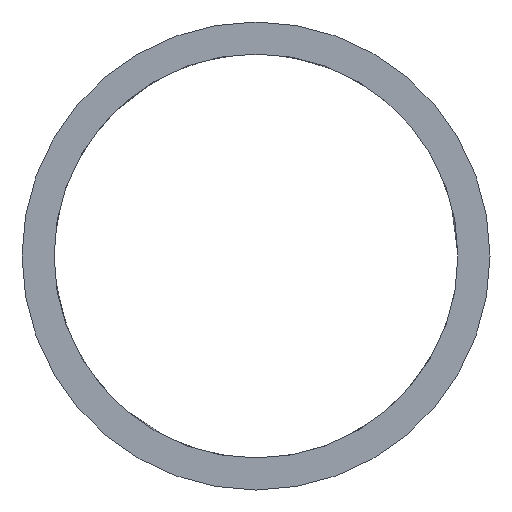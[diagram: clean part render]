
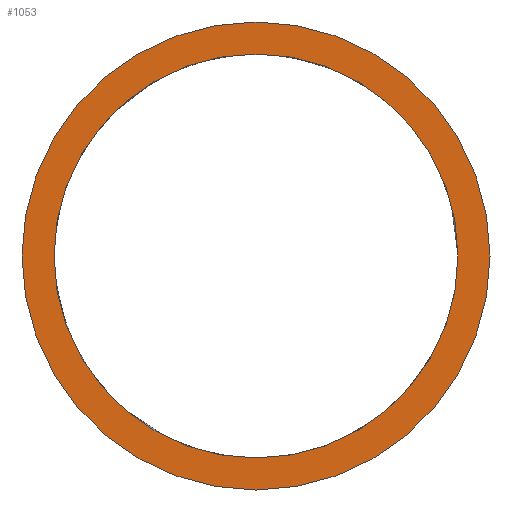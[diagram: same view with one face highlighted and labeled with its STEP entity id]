
A CAD part, front view. The second image highlights one B-rep face of the part: STEP entity #1053.
In plain terms, the highlighted planar face has unit normal (0, -1, 0).
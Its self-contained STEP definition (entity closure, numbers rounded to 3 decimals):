
#97=CARTESIAN_POINT('',(0.,-1.,0.));
#98=DIRECTION('',(0.,-1.,0.));
#99=DIRECTION('',(-1.,0.,0.));
#100=AXIS2_PLACEMENT_3D('',#97,#98,#99);
#102=CARTESIAN_POINT('',(0.,-1.,0.));
#103=DIRECTION('',(0.,-1.,0.));
#104=DIRECTION('',(1.,0.,0.));
#105=AXIS2_PLACEMENT_3D('',#102,#103,#104);
#107=CARTESIAN_POINT('',(0.,-1.,0.));
#108=DIRECTION('',(0.,1.,0.));
#109=DIRECTION('',(-1.,0.,0.));
#110=AXIS2_PLACEMENT_3D('',#107,#108,#109);
#112=CARTESIAN_POINT('',(0.,-1.,0.));
#113=DIRECTION('',(0.,1.,0.));
#114=DIRECTION('',(1.,0.,0.));
#115=AXIS2_PLACEMENT_3D('',#112,#113,#114);
#952=CARTESIAN_POINT('',(-21.,-1.,0.));
#953=CARTESIAN_POINT('',(21.,-1.,0.));
#954=VERTEX_POINT('',#952);
#955=VERTEX_POINT('',#953);
#956=CARTESIAN_POINT('',(-18.125,-1.,0.));
#957=CARTESIAN_POINT('',(18.125,-1.,0.));
#958=VERTEX_POINT('',#956);
#959=VERTEX_POINT('',#957);
#1038=CARTESIAN_POINT('',(0.,-1.,0.));
#1039=DIRECTION('',(0.,-1.,0.));
#1040=DIRECTION('',(-1.,0.,0.));
#1041=AXIS2_PLACEMENT_3D('',#1038,#1039,#1040);
#1042=PLANE('',#1041);
#1043=ORIENTED_EDGE('',*,*,#1017,.F.);
#1044=ORIENTED_EDGE('',*,*,#1031,.F.);
#1045=EDGE_LOOP('',(#1043,#1044));
#1046=FACE_OUTER_BOUND('',#1045,.F.);
#1048=ORIENTED_EDGE('',*,*,#1047,.F.);
#1050=ORIENTED_EDGE('',*,*,#1049,.F.);
#1051=EDGE_LOOP('',(#1048,#1050));
#1052=FACE_BOUND('',#1051,.F.);
#1053=ADVANCED_FACE('',(#1046,#1052),#1042,.T.);
#101=CIRCLE('',#100,21.);
#106=CIRCLE('',#105,21.);
#111=CIRCLE('',#110,18.125);
#116=CIRCLE('',#115,18.125);
#1017=EDGE_CURVE('',#954,#955,#101,.T.);
#1031=EDGE_CURVE('',#955,#954,#106,.T.);
#1047=EDGE_CURVE('',#958,#959,#111,.T.);
#1049=EDGE_CURVE('',#959,#958,#116,.T.);
